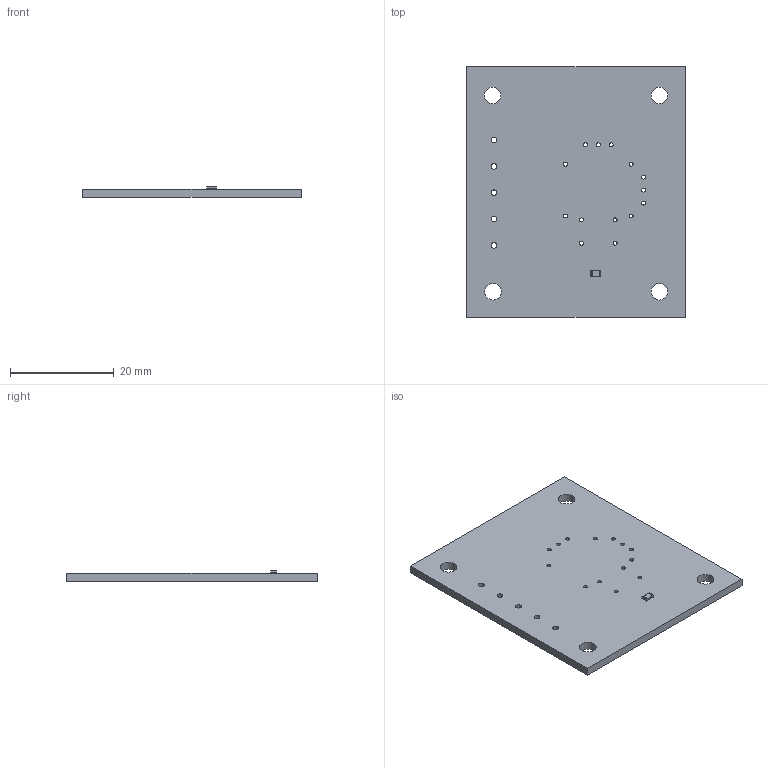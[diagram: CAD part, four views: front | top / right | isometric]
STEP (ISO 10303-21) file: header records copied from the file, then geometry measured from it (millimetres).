
FILE_DESCRIPTION(('KiCad electronic assembly'),'2;1');
FILE_NAME('joystick.step','2020-07-11T11:59:43',('An Author'),( 'A Company'),'Open CASCADE STEP processor 6.9', 'KiCad to STEP converter','Unknown');
FILE_SCHEMA(('AUTOMOTIVE_DESIGN { 1 0 10303 214 1 1 1 1 }'));
Length unit declared in the file: millimetre
Products named in the file (4): Open CASCADE STEP translator 6.9 1; R_0805_2012Metric; SOLID; COMPOUND
Assembly tree (3 placements, depth 3):
  Open CASCADE STEP translator 6.9 1
    R_0805_2012Metric
      SOLID
    COMPOUND
Bounding box: 42.17 x 48.4 x 2.1 mm (x, y, z)
Volume: 3197.6 mm3; surface area: 4438.8 mm2
Topology: 2 solids, 2 shells, 55 faces, 149 edges, 98 vertices
Faces by surface type: cylinder 31, plane 24
Full cylindrical faces by diameter (mm): 0.762 x14, 1.1 x5, 3.2 x4
Entity records: 4211 total; most frequent: CARTESIAN_POINT 928, DIRECTION 573, LINE 323, VECTOR 323, ORIENTED_EDGE 298, PCURVE 298, DEFINITIONAL_REPRESENTATION 298, EDGE_CURVE 149
